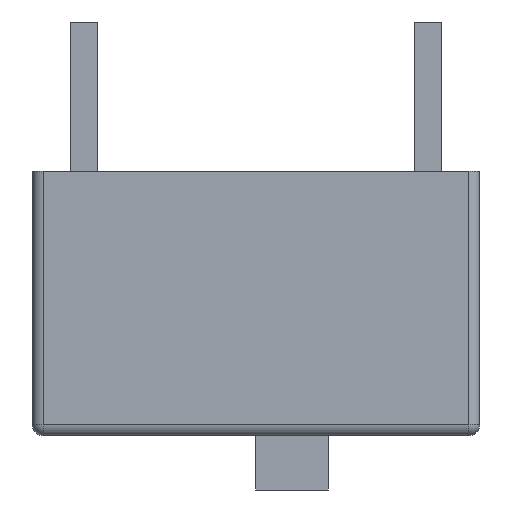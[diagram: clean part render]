
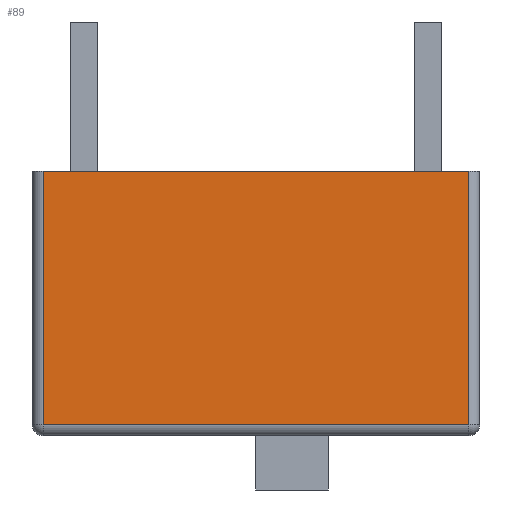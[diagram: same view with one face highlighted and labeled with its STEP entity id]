
A CAD part, left-side view. The second image highlights one B-rep face of the part: STEP entity #89.
In plain terms, the highlighted planar face has unit normal (-1, 0, 0).
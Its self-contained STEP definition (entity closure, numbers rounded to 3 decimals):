
#89 = ADVANCED_FACE ( 'NONE', ( #2724 ), #1716, .F. ) ;
#160 = EDGE_CURVE ( 'NONE', #857, #4042, #3337, .T. ) ;
#251 = EDGE_CURVE ( 'NONE', #1700, #3436, #1160, .T. ) ;
#301 = DIRECTION ( 'NONE',  ( 0., 0., 1. ) ) ;
#390 = CARTESIAN_POINT ( 'NONE',  ( -7.03, 4.7, 0.25 ) ) ;
#547 = CARTESIAN_POINT ( 'NONE',  ( -7.03, -4.7, 0.25 ) ) ;
#653 = ORIENTED_EDGE ( 'NONE', *, *, #251, .T. ) ;
#664 = DIRECTION ( 'NONE',  ( 0., -1., 0. ) ) ;
#667 = ORIENTED_EDGE ( 'NONE', *, *, #1951, .T. ) ;
#857 = VERTEX_POINT ( 'NONE', #2172 ) ;
#1095 = LINE ( 'NONE', #1275, #1868 ) ;
#1160 = LINE ( 'NONE', #3201, #1449 ) ;
#1275 = CARTESIAN_POINT ( 'NONE',  ( -7.03, 4.95, 0.25 ) ) ;
#1449 = VECTOR ( 'NONE', #301, 1000. ) ;
#1566 = ORIENTED_EDGE ( 'NONE', *, *, #1915, .F. ) ;
#1700 = VERTEX_POINT ( 'NONE', #547 ) ;
#1716 = PLANE ( 'NONE',  #3394 ) ;
#1868 = VECTOR ( 'NONE', #3813, 1000. ) ;
#1915 = EDGE_CURVE ( 'NONE', #857, #3436, #3806, .T. ) ;
#1951 = EDGE_CURVE ( 'NONE', #4042, #1700, #1095, .T. ) ;
#2082 = DIRECTION ( 'NONE',  ( 0., 1., 0. ) ) ;
#2172 = CARTESIAN_POINT ( 'NONE',  ( -7.03, 4.7, 5.85 ) ) ;
#2471 = CARTESIAN_POINT ( 'NONE',  ( -7.03, 4.7, 5.85 ) ) ;
#2724 = FACE_OUTER_BOUND ( 'NONE', #3875, .T. ) ;
#2740 = VECTOR ( 'NONE', #664, 1000. ) ;
#3095 = DIRECTION ( 'NONE',  ( 0., 0., -1. ) ) ;
#3201 = CARTESIAN_POINT ( 'NONE',  ( -7.03, -4.7, 5.85 ) ) ;
#3217 = VECTOR ( 'NONE', #3095, 1000. ) ;
#3334 = CARTESIAN_POINT ( 'NONE',  ( -7.03, 4.95, 5.85 ) ) ;
#3337 = LINE ( 'NONE', #2471, #3217 ) ;
#3394 = AXIS2_PLACEMENT_3D ( 'NONE', #3334, #3713, #2082 ) ;
#3436 = VERTEX_POINT ( 'NONE', #3738 ) ;
#3510 = CARTESIAN_POINT ( 'NONE',  ( -7.03, 4.95, 5.85 ) ) ;
#3713 = DIRECTION ( 'NONE',  ( 1., 0., 0. ) ) ;
#3738 = CARTESIAN_POINT ( 'NONE',  ( -7.03, -4.7, 5.85 ) ) ;
#3806 = LINE ( 'NONE', #3510, #2740 ) ;
#3813 = DIRECTION ( 'NONE',  ( 0., -1., 0. ) ) ;
#3875 = EDGE_LOOP ( 'NONE', ( #667, #653, #1566, #3885 ) ) ;
#3885 = ORIENTED_EDGE ( 'NONE', *, *, #160, .T. ) ;
#4042 = VERTEX_POINT ( 'NONE', #390 ) ;
